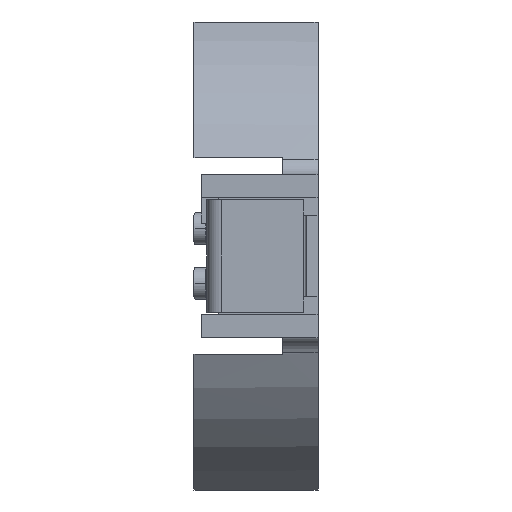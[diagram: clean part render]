
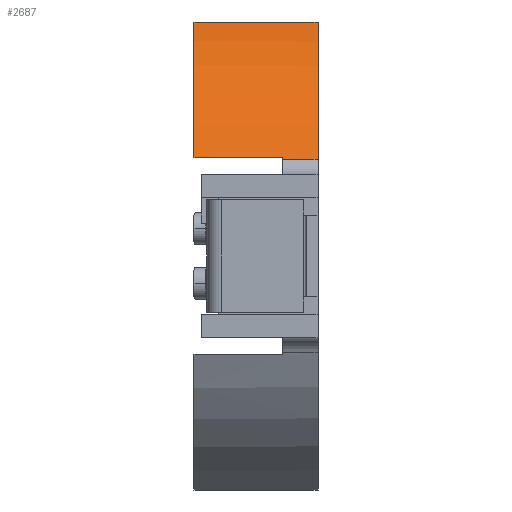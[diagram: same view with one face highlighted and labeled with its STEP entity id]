
A CAD part, left-side view. The second image highlights one B-rep face of the part: STEP entity #2687.
In plain terms, the highlighted cylindrical face has radius 11.2 mm (diameter 22.4 mm), a partial arc.
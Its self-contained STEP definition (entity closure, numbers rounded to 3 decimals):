
#148 = CARTESIAN_POINT ( 'NONE',  ( 0., 1.5, 0. ) ) ;
#167 = CIRCLE ( 'NONE', #5146, 11.2 ) ;
#208 = CARTESIAN_POINT ( 'NONE',  ( -10.383, 1.5, 4.2 ) ) ;
#307 = AXIS2_PLACEMENT_3D ( 'NONE', #148, #5191, #6787 ) ;
#369 = DIRECTION ( 'NONE',  ( 0., 1., 0. ) ) ;
#380 = ORIENTED_EDGE ( 'NONE', *, *, #816, .F. ) ;
#620 = EDGE_LOOP ( 'NONE', ( #5071, #1921, #7022, #1735, #380, #3816, #2630 ) ) ;
#816 = EDGE_CURVE ( 'NONE', #1956, #2005, #6959, .T. ) ;
#930 = AXIS2_PLACEMENT_3D ( 'NONE', #3092, #5272, #1971 ) ;
#1038 = VECTOR ( 'NONE', #2450, 1000. ) ;
#1237 = LINE ( 'NONE', #2590, #2346 ) ;
#1735 = ORIENTED_EDGE ( 'NONE', *, *, #5538, .F. ) ;
#1921 = ORIENTED_EDGE ( 'NONE', *, *, #3909, .F. ) ;
#1956 = VERTEX_POINT ( 'NONE', #4136 ) ;
#1971 = DIRECTION ( 'NONE',  ( 0., 0., 1. ) ) ;
#1987 = DIRECTION ( 'NONE',  ( 0., -1., 0. ) ) ;
#2005 = VERTEX_POINT ( 'NONE', #3137 ) ;
#2346 = VECTOR ( 'NONE', #3135, 1000. ) ;
#2347 = CYLINDRICAL_SURFACE ( 'NONE', #930, 11.2 ) ;
#2450 = DIRECTION ( 'NONE',  ( 0., 1., 0. ) ) ;
#2590 = CARTESIAN_POINT ( 'NONE',  ( -5.044, 5.3, 10. ) ) ;
#2630 = ORIENTED_EDGE ( 'NONE', *, *, #3171, .F. ) ;
#2653 = DIRECTION ( 'NONE',  ( 0., -1., 0. ) ) ;
#2687 = ADVANCED_FACE ( 'NONE', ( #5382 ), #2347, .T. ) ;
#2727 = CARTESIAN_POINT ( 'NONE',  ( 0., 5.3, 0. ) ) ;
#2814 = VERTEX_POINT ( 'NONE', #3682 ) ;
#3040 = CARTESIAN_POINT ( 'NONE',  ( -5.044, 5.3, 10. ) ) ;
#3092 = CARTESIAN_POINT ( 'NONE',  ( 0., 5.3, 0. ) ) ;
#3135 = DIRECTION ( 'NONE',  ( 0., -1., 0. ) ) ;
#3137 = CARTESIAN_POINT ( 'NONE',  ( -5.044, 1.5, 10. ) ) ;
#3171 = EDGE_CURVE ( 'NONE', #7024, #6128, #5029, .T. ) ;
#3251 = LINE ( 'NONE', #6477, #6034 ) ;
#3384 = DIRECTION ( 'NONE',  ( 0., 0., -1. ) ) ;
#3682 = CARTESIAN_POINT ( 'NONE',  ( -5.044, 0., 10. ) ) ;
#3816 = ORIENTED_EDGE ( 'NONE', *, *, #4579, .T. ) ;
#3877 = VERTEX_POINT ( 'NONE', #5899 ) ;
#3909 = EDGE_CURVE ( 'NONE', #3877, #6745, #3251, .T. ) ;
#3926 = CARTESIAN_POINT ( 'NONE',  ( -10.383, 5.3, 4.2 ) ) ;
#4136 = CARTESIAN_POINT ( 'NONE',  ( -5.044, 5.3, 10. ) ) ;
#4579 = EDGE_CURVE ( 'NONE', #1956, #6128, #4906, .T. ) ;
#4906 = CIRCLE ( 'NONE', #6369, 11.2 ) ;
#5029 = LINE ( 'NONE', #208, #1038 ) ;
#5071 = ORIENTED_EDGE ( 'NONE', *, *, #6841, .T. ) ;
#5146 = AXIS2_PLACEMENT_3D ( 'NONE', #5983, #2653, #3384 ) ;
#5148 = VECTOR ( 'NONE', #1987, 1000. ) ;
#5191 = DIRECTION ( 'NONE',  ( 0., -1., 0. ) ) ;
#5272 = DIRECTION ( 'NONE',  ( 0., -1., 0. ) ) ;
#5382 = FACE_OUTER_BOUND ( 'NONE', #620, .T. ) ;
#5538 = EDGE_CURVE ( 'NONE', #2005, #2814, #1237, .T. ) ;
#5899 = CARTESIAN_POINT ( 'NONE',  ( -10.41, 0., 4.131 ) ) ;
#5983 = CARTESIAN_POINT ( 'NONE',  ( 0., 0., 0. ) ) ;
#5995 = DIRECTION ( 'NONE',  ( 0., 0., -1. ) ) ;
#6034 = VECTOR ( 'NONE', #369, 1000. ) ;
#6128 = VERTEX_POINT ( 'NONE', #3926 ) ;
#6211 = CIRCLE ( 'NONE', #307, 11.2 ) ;
#6369 = AXIS2_PLACEMENT_3D ( 'NONE', #2727, #7145, #5995 ) ;
#6477 = CARTESIAN_POINT ( 'NONE',  ( -10.41, 5.3, 4.131 ) ) ;
#6506 = CARTESIAN_POINT ( 'NONE',  ( -10.383, 1.5, 4.2 ) ) ;
#6612 = EDGE_CURVE ( 'NONE', #2814, #3877, #167, .T. ) ;
#6745 = VERTEX_POINT ( 'NONE', #7118 ) ;
#6787 = DIRECTION ( 'NONE',  ( 0., 0., -1. ) ) ;
#6841 = EDGE_CURVE ( 'NONE', #7024, #6745, #6211, .T. ) ;
#6959 = LINE ( 'NONE', #3040, #5148 ) ;
#7022 = ORIENTED_EDGE ( 'NONE', *, *, #6612, .F. ) ;
#7024 = VERTEX_POINT ( 'NONE', #6506 ) ;
#7118 = CARTESIAN_POINT ( 'NONE',  ( -10.41, 1.5, 4.131 ) ) ;
#7145 = DIRECTION ( 'NONE',  ( 0., -1., 0. ) ) ;
